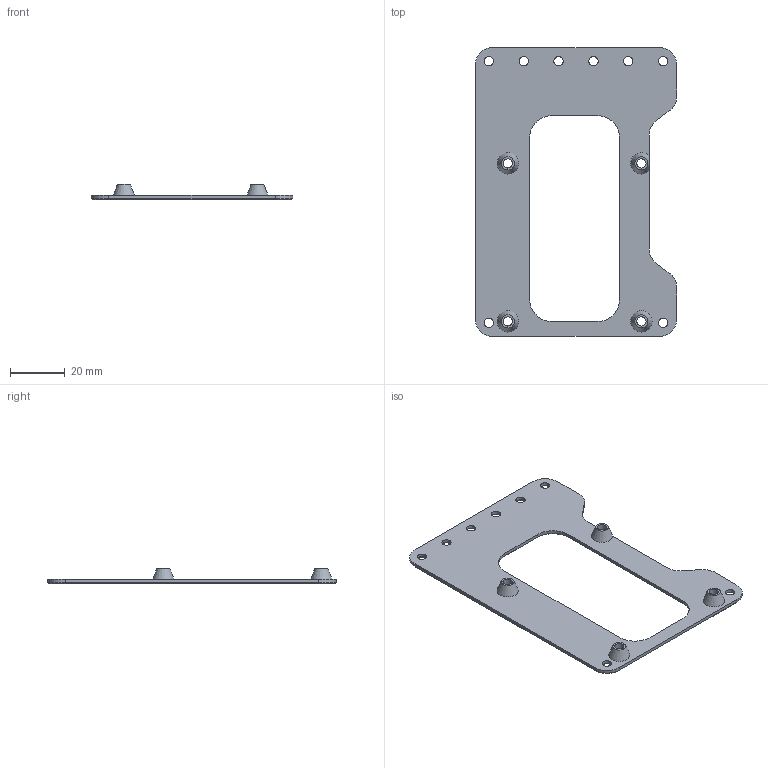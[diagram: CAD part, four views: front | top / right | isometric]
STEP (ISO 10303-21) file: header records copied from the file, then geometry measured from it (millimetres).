
FILE_DESCRIPTION(/* description */ ('STEP AP214'),/* implementation_level */ '2;1');
FILE_NAME(/* name */ '61495143b60914664c4c346c',/* time_stamp */ '2021-09-21T03:28:03+00:00',/* author */ (''),/* organization */ (''),/* preprocessor_version */ 'ST-DEVELOPER v18.1',/* originating_system */ ' ',/* authorisation */ ' ');
FILE_SCHEMA (('AUTOMOTIVE_DESIGN {1 0 10303 214 3 1 1}'));
Length unit declared in the file: metre
Products named in the file (1): pi4 plate
Bounding box: 74 x 106 x 5.6 mm (x, y, z)
Volume: 7808 mm3; surface area: 10717.8 mm2
Topology: 1 solids, 1 shells, 82 faces, 209 edges, 132 vertices
Faces by surface type: plane 30, cone 28, cylinder 24
Full cylindrical faces by diameter (mm): 3.4 x12
Entity records: 2294 total; most frequent: DIRECTION 411, CARTESIAN_POINT 378, ORIENTED_EDGE 332, EDGE_CURVE 166, AXIS2_PLACEMENT_3D 163, EDGE_LOOP 139, FACE_BOUND 139, VERTEX_POINT 117
